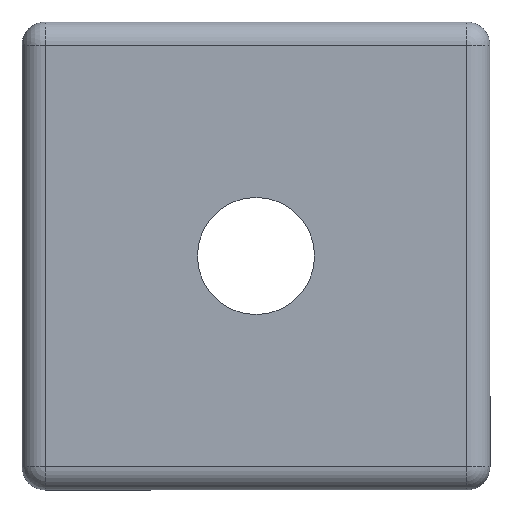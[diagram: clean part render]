
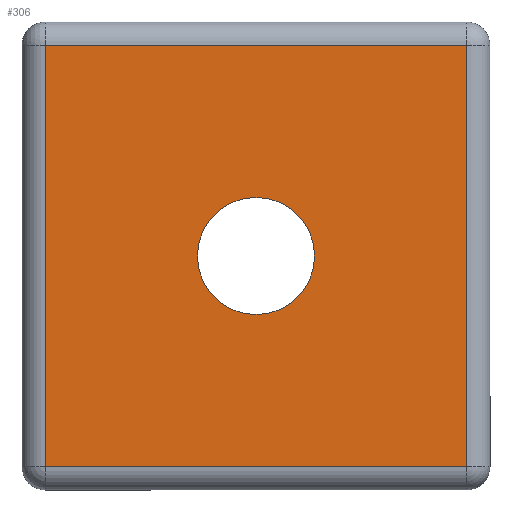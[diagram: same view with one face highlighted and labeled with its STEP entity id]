
A CAD part, front view. The second image highlights one B-rep face of the part: STEP entity #306.
In plain terms, the highlighted planar face has unit normal (0, -1, 0).
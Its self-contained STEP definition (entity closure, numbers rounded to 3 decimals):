
#2 = LINE ( 'NONE', #240, #493 ) ;
#23 = AXIS2_PLACEMENT_3D ( 'NONE', #443, #166, #605 ) ;
#34 = VERTEX_POINT ( 'NONE', #474 ) ;
#43 = ORIENTED_EDGE ( 'NONE', *, *, #425, .T. ) ;
#44 = VECTOR ( 'NONE', #260, 1000. ) ;
#50 = ORIENTED_EDGE ( 'NONE', *, *, #51, .T. ) ;
#51 = EDGE_CURVE ( 'NONE', #552, #263, #2, .T. ) ;
#52 = CARTESIAN_POINT ( 'NONE',  ( 20., 0., -25. ) ) ;
#55 = CIRCLE ( 'NONE', #23, 5. ) ;
#93 = ORIENTED_EDGE ( 'NONE', *, *, #450, .T. ) ;
#98 = DIRECTION ( 'NONE',  ( 1., 0., 0. ) ) ;
#138 = CARTESIAN_POINT ( 'NONE',  ( 0., 0., 0. ) ) ;
#158 = LINE ( 'NONE', #387, #479 ) ;
#166 = DIRECTION ( 'NONE',  ( 0., 1., 0. ) ) ;
#187 = ORIENTED_EDGE ( 'NONE', *, *, #430, .T. ) ;
#197 = ORIENTED_EDGE ( 'NONE', *, *, #672, .T. ) ;
#240 = CARTESIAN_POINT ( 'NONE',  ( 2., 0., -40. ) ) ;
#258 = CIRCLE ( 'NONE', #657, 5. ) ;
#259 = DIRECTION ( 'NONE',  ( 0., -1., 0. ) ) ;
#260 = DIRECTION ( 'NONE',  ( -1., 0., 0. ) ) ;
#263 = VERTEX_POINT ( 'NONE', #410 ) ;
#278 = LINE ( 'NONE', #626, #374 ) ;
#298 = CARTESIAN_POINT ( 'NONE',  ( 2., 0., -2. ) ) ;
#306 = ADVANCED_FACE ( 'NONE', ( #415, #357 ), #525, .T. ) ;
#316 = ORIENTED_EDGE ( 'NONE', *, *, #610, .T. ) ;
#332 = CARTESIAN_POINT ( 'NONE',  ( 38., 0., -38. ) ) ;
#335 = CARTESIAN_POINT ( 'NONE',  ( 38., 0., -2. ) ) ;
#357 = FACE_BOUND ( 'NONE', #471, .T. ) ;
#367 = CARTESIAN_POINT ( 'NONE',  ( 0., 0., -2. ) ) ;
#374 = VECTOR ( 'NONE', #576, 1000. ) ;
#382 = VERTEX_POINT ( 'NONE', #332 ) ;
#387 = CARTESIAN_POINT ( 'NONE',  ( 40., 0., -38. ) ) ;
#393 = AXIS2_PLACEMENT_3D ( 'NONE', #138, #259, #678 ) ;
#410 = CARTESIAN_POINT ( 'NONE',  ( 2., 0., -38. ) ) ;
#415 = FACE_OUTER_BOUND ( 'NONE', #671, .T. ) ;
#425 = EDGE_CURVE ( 'NONE', #382, #451, #278, .T. ) ;
#428 = VERTEX_POINT ( 'NONE', #52 ) ;
#430 = EDGE_CURVE ( 'NONE', #428, #34, #55, .T. ) ;
#443 = CARTESIAN_POINT ( 'NONE',  ( 20., 0., -20. ) ) ;
#450 = EDGE_CURVE ( 'NONE', #263, #382, #158, .T. ) ;
#451 = VERTEX_POINT ( 'NONE', #335 ) ;
#471 = EDGE_LOOP ( 'NONE', ( #187, #316 ) ) ;
#474 = CARTESIAN_POINT ( 'NONE',  ( 20., 0., -15. ) ) ;
#479 = VECTOR ( 'NONE', #98, 1000. ) ;
#493 = VECTOR ( 'NONE', #681, 1000. ) ;
#525 = PLANE ( 'NONE',  #393 ) ;
#552 = VERTEX_POINT ( 'NONE', #298 ) ;
#576 = DIRECTION ( 'NONE',  ( 0., 0., 1. ) ) ;
#577 = DIRECTION ( 'NONE',  ( 0., 0., 1. ) ) ;
#597 = LINE ( 'NONE', #367, #44 ) ;
#605 = DIRECTION ( 'NONE',  ( 0., 0., 1. ) ) ;
#610 = EDGE_CURVE ( 'NONE', #34, #428, #258, .T. ) ;
#612 = CARTESIAN_POINT ( 'NONE',  ( 20., 0., -20. ) ) ;
#626 = CARTESIAN_POINT ( 'NONE',  ( 38., 0., 0. ) ) ;
#657 = AXIS2_PLACEMENT_3D ( 'NONE', #612, #670, #577 ) ;
#670 = DIRECTION ( 'NONE',  ( 0., 1., 0. ) ) ;
#671 = EDGE_LOOP ( 'NONE', ( #50, #93, #43, #197 ) ) ;
#672 = EDGE_CURVE ( 'NONE', #451, #552, #597, .T. ) ;
#678 = DIRECTION ( 'NONE',  ( 0., 0., -1. ) ) ;
#681 = DIRECTION ( 'NONE',  ( 0., 0., -1. ) ) ;
